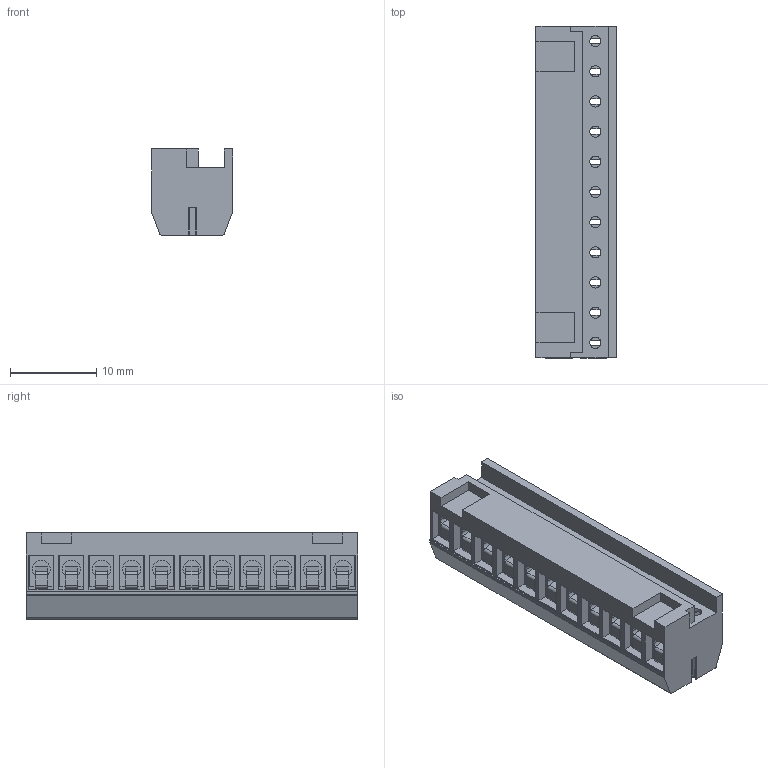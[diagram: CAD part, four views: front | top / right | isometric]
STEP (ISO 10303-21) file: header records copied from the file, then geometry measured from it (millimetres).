
FILE_DESCRIPTION((''),'2;1');
FILE_NAME('0','2024-11-15T14:23:03',('sheji'),(''),'CREO PARAMETRIC BY PTC INC, 2018100','CREO PARAMETRIC BY PTC INC, 2018100','');
FILE_SCHEMA(('CONFIG_CONTROL_DESIGN'));
Length unit declared in the file: millimetre
Products named in the file (1): 0
Bounding box: 9.5 x 38.5 x 10 mm (x, y, z)
Volume: 2692.5 mm3; surface area: 3023.3 mm2
Topology: 1 solids, 1 shells, 673 faces, 1716 edges, 1067 vertices
Faces by surface type: plane 397, cylinder 166, cone 44, bspline 33, extrusion 33
Entity records: 21094 total; most frequent: CARTESIAN_POINT 4807, ORIENTED_EDGE 3432, DIRECTION 3240, EDGE_CURVE 1716, VECTOR 1186, LINE 1153, VERTEX_POINT 1067, AXIS2_PLACEMENT_3D 1027
